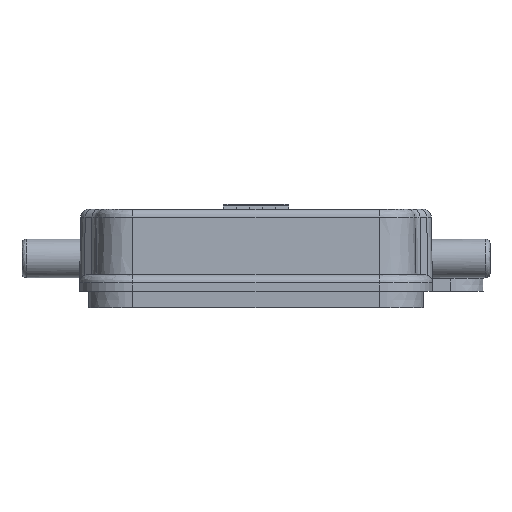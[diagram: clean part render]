
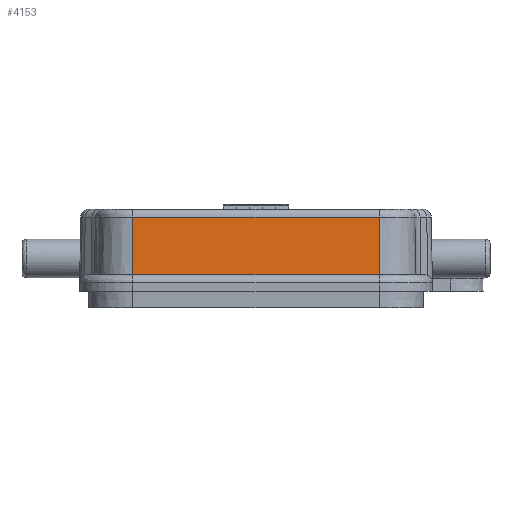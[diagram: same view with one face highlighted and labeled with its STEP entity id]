
A CAD part, left-side view. The second image highlights one B-rep face of the part: STEP entity #4153.
In plain terms, the highlighted planar face has unit normal (-1, 0, 0.018).
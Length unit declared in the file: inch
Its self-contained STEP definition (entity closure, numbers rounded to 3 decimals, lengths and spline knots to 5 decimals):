
#75 = CARTESIAN_POINT ( 'NONE',  ( -344.27607, -0.59055, -19645.66929 ) ) ;
#306 = VECTOR ( 'NONE', #7042, 39.37008 ) ;
#321 = ORIENTED_EDGE ( 'NONE', *, *, #6475, .F. ) ;
#421 = EDGE_CURVE ( 'NONE', #5628, #882, #2673, .T. ) ;
#882 = VERTEX_POINT ( 'NONE', #3000 ) ;
#1103 = LINE ( 'NONE', #75, #6488 ) ;
#1165 = DIRECTION ( 'NONE',  ( -0.017, 0., -1. ) ) ;
#1258 = FACE_OUTER_BOUND ( 'NONE', #4780, .T. ) ;
#1265 = ORIENTED_EDGE ( 'NONE', *, *, #4530, .F. ) ;
#1852 = CARTESIAN_POINT ( 'NONE',  ( -1.35689, -0.59055, 0.15748 ) ) ;
#2051 = EDGE_CURVE ( 'NONE', #882, #3597, #4686, .T. ) ;
#2126 = CARTESIAN_POINT ( 'NONE',  ( -1.35827, 0.59055, 0.07874 ) ) ;
#2673 = LINE ( 'NONE', #2126, #306 ) ;
#3000 = CARTESIAN_POINT ( 'NONE',  ( -1.35689, 0.59055, 0.15748 ) ) ;
#3376 = DIRECTION ( 'NONE',  ( 0.017, 0., 1. ) ) ;
#3442 = DIRECTION ( 'NONE',  ( -1., 0., 0.017 ) ) ;
#3507 = DIRECTION ( 'NONE',  ( 0., -1., 0. ) ) ;
#3597 = VERTEX_POINT ( 'NONE', #1852 ) ;
#3623 = CARTESIAN_POINT ( 'NONE',  ( -1.35689, -0.59055, 0.15748 ) ) ;
#3670 = DIRECTION ( 'NONE',  ( 0., -1., 0. ) ) ;
#3933 = PLANE ( 'NONE',  #7174 ) ;
#3945 = VERTEX_POINT ( 'NONE', #5348 ) ;
#4153 = ADVANCED_FACE ( 'NONE', ( #1258 ), #3933, .T. ) ;
#4224 = LINE ( 'NONE', #6437, #5154 ) ;
#4530 = EDGE_CURVE ( 'NONE', #3945, #3597, #1103, .T. ) ;
#4686 = LINE ( 'NONE', #3623, #5783 ) ;
#4780 = EDGE_LOOP ( 'NONE', ( #6853, #5000, #1265, #321 ) ) ;
#5000 = ORIENTED_EDGE ( 'NONE', *, *, #2051, .T. ) ;
#5154 = VECTOR ( 'NONE', #3670, 39.37008 ) ;
#5348 = CARTESIAN_POINT ( 'NONE',  ( -1.35207, -0.59055, 0.43376 ) ) ;
#5628 = VERTEX_POINT ( 'NONE', #6244 ) ;
#5783 = VECTOR ( 'NONE', #3507, 39.37008 ) ;
#6216 = CARTESIAN_POINT ( 'NONE',  ( -1.35827, -0.59055, 0.07874 ) ) ;
#6244 = CARTESIAN_POINT ( 'NONE',  ( -1.35207, 0.59055, 0.43376 ) ) ;
#6437 = CARTESIAN_POINT ( 'NONE',  ( -1.35207, -0.59055, 0.43376 ) ) ;
#6475 = EDGE_CURVE ( 'NONE', #5628, #3945, #4224, .T. ) ;
#6488 = VECTOR ( 'NONE', #1165, 39.37008 ) ;
#6853 = ORIENTED_EDGE ( 'NONE', *, *, #421, .T. ) ;
#7042 = DIRECTION ( 'NONE',  ( -0.017, 0., -1. ) ) ;
#7174 = AXIS2_PLACEMENT_3D ( 'NONE', #6216, #3442, #3376 ) ;
